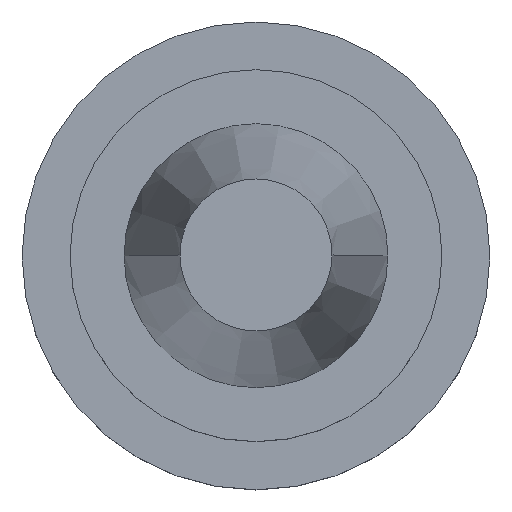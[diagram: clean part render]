
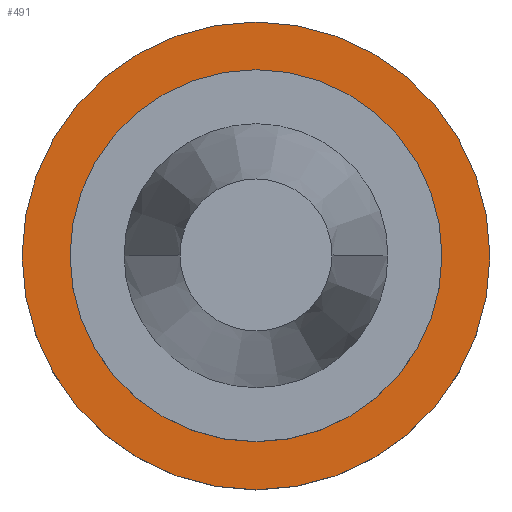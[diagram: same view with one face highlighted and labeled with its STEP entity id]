
A CAD part, top view. The second image highlights one B-rep face of the part: STEP entity #491.
In plain terms, the highlighted planar face has unit normal (0, 0, 1).
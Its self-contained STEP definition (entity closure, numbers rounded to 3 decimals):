
#84 = CARTESIAN_POINT ( 'NONE',  ( 34.925, 0., -42. ) ) ;
#94 = EDGE_CURVE ( 'NONE', #621, #763, #461, .T. ) ;
#95 = DIRECTION ( 'NONE',  ( 0., 0., 1. ) ) ;
#106 = VERTEX_POINT ( 'NONE', #483 ) ;
#132 = CIRCLE ( 'NONE', #580, 61.9 ) ;
#204 = ORIENTED_EDGE ( 'NONE', *, *, #830, .F. ) ;
#228 = DIRECTION ( 'NONE',  ( 0., 0., -1. ) ) ;
#249 = CARTESIAN_POINT ( 'NONE',  ( 61.9, 0., -42. ) ) ;
#275 = AXIS2_PLACEMENT_3D ( 'NONE', #1076, #228, #507 ) ;
#310 = DIRECTION ( 'NONE',  ( 0., 0., 1. ) ) ;
#318 = ORIENTED_EDGE ( 'NONE', *, *, #1060, .F. ) ;
#319 = FACE_OUTER_BOUND ( 'NONE', #881, .T. ) ;
#376 = CARTESIAN_POINT ( 'NONE',  ( -61.9, 0., -42. ) ) ;
#389 = CARTESIAN_POINT ( 'NONE',  ( 0., 0., -42. ) ) ;
#411 = FACE_BOUND ( 'NONE', #608, .T. ) ;
#412 = CARTESIAN_POINT ( 'NONE',  ( 0., 0., -42. ) ) ;
#421 = ORIENTED_EDGE ( 'NONE', *, *, #723, .T. ) ;
#461 = CIRCLE ( 'NONE', #675, 61.9 ) ;
#483 = CARTESIAN_POINT ( 'NONE',  ( -34.925, 0., -42. ) ) ;
#491 = ADVANCED_FACE ( 'NONE', ( #411, #319 ), #592, .F. ) ;
#507 = DIRECTION ( 'NONE',  ( -1., 0., 0. ) ) ;
#577 = CARTESIAN_POINT ( 'NONE',  ( 0., 0., -42. ) ) ;
#580 = AXIS2_PLACEMENT_3D ( 'NONE', #577, #588, #913 ) ;
#588 = DIRECTION ( 'NONE',  ( 0., 0., 1. ) ) ;
#592 = PLANE ( 'NONE',  #275 ) ;
#608 = EDGE_LOOP ( 'NONE', ( #204, #318 ) ) ;
#621 = VERTEX_POINT ( 'NONE', #249 ) ;
#636 = ORIENTED_EDGE ( 'NONE', *, *, #94, .T. ) ;
#642 = VERTEX_POINT ( 'NONE', #84 ) ;
#675 = AXIS2_PLACEMENT_3D ( 'NONE', #389, #310, #722 ) ;
#709 = AXIS2_PLACEMENT_3D ( 'NONE', #412, #95, #904 ) ;
#722 = DIRECTION ( 'NONE',  ( 1., 0., 0. ) ) ;
#723 = EDGE_CURVE ( 'NONE', #763, #621, #132, .T. ) ;
#763 = VERTEX_POINT ( 'NONE', #376 ) ;
#806 = DIRECTION ( 'NONE',  ( 0., 0., 1. ) ) ;
#826 = AXIS2_PLACEMENT_3D ( 'NONE', #967, #806, #971 ) ;
#830 = EDGE_CURVE ( 'NONE', #642, #106, #1013, .T. ) ;
#881 = EDGE_LOOP ( 'NONE', ( #636, #421 ) ) ;
#904 = DIRECTION ( 'NONE',  ( 1., 0., 0. ) ) ;
#913 = DIRECTION ( 'NONE',  ( 1., 0., 0. ) ) ;
#967 = CARTESIAN_POINT ( 'NONE',  ( 0., 0., -42. ) ) ;
#971 = DIRECTION ( 'NONE',  ( 1., 0., 0. ) ) ;
#1013 = CIRCLE ( 'NONE', #826, 34.925 ) ;
#1029 = CIRCLE ( 'NONE', #709, 34.925 ) ;
#1060 = EDGE_CURVE ( 'NONE', #106, #642, #1029, .T. ) ;
#1076 = CARTESIAN_POINT ( 'NONE',  ( 0., 34.925, -42. ) ) ;
